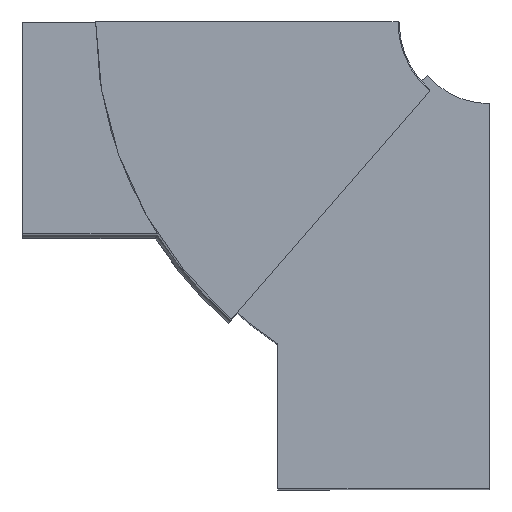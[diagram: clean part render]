
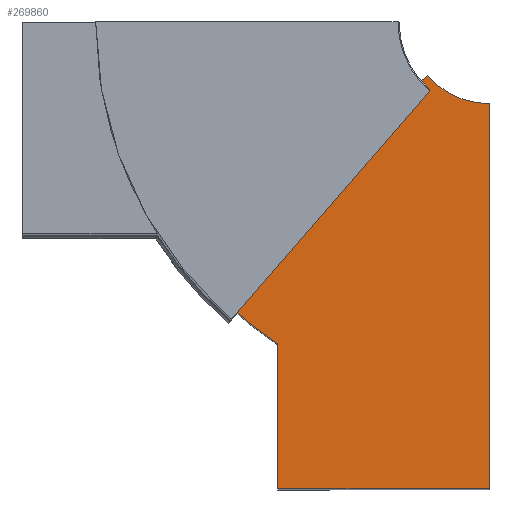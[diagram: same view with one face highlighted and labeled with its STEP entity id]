
A CAD part, top view. The second image highlights one B-rep face of the part: STEP entity #269860.
In plain terms, the highlighted planar face has unit normal (0, 0, 1).
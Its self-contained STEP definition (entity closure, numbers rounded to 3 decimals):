
#268660=CARTESIAN_POINT('',(58.118,282.415,
-37.561));
#268670=VERTEX_POINT('',#268660);
#268830=CARTESIAN_POINT('',(40.353,262.099,
-37.561));
#268840=VERTEX_POINT('',#268830);
#268870=CARTESIAN_POINT('',(-24.597,336.815,
-37.561));
#268880=DIRECTION('',(0.,0.,1.));
#268890=DIRECTION('',(-1.,0.,0.));
#268900=AXIS2_PLACEMENT_3D('',#268870,#268880,#268890);
#268910=CIRCLE('',#268900,99.);
#268920=EDGE_CURVE('',#268840,#268670,#268910,.T.);
#269390=CARTESIAN_POINT('',(78.403,337.215,
-37.561));
#269400=DIRECTION('',(0.,-0.,1.));
#269410=DIRECTION('',(0.,1.,0.));
#269420=AXIS2_PLACEMENT_3D('',#269390,#269400,#269410);
#269430=PLANE('',#269420);
#269440=ORIENTED_EDGE('',*,*,#268920,.T.);
#269450=CARTESIAN_POINT('',(268.192,0.,-37.561));
#269460=DIRECTION('',(-0.656,0.755,-0.));
#269470=VECTOR('',#269460,1.);
#269480=LINE('',#269450,#269470);
#269490=CARTESIAN_POINT('',(-10.819,320.966,
-37.561));
#269500=VERTEX_POINT('',#269490);
#269510=EDGE_CURVE('',#268840,#269500,#269480,.T.);
#269520=ORIENTED_EDGE('',*,*,#269510,.F.);
#269530=CARTESIAN_POINT('',(-24.597,336.815,
-37.561));
#269540=DIRECTION('',(0.,0.,-1.));
#269550=DIRECTION('',(0.,-1.,0.));
#269560=AXIS2_PLACEMENT_3D('',#269530,#269540,#269550);
#269570=CIRCLE('',#269560,21.);
#269580=CARTESIAN_POINT('',(-3.597,336.815,
-37.561));
#269590=VERTEX_POINT('',#269580);
#269600=EDGE_CURVE('',#269590,#269500,#269570,.T.);
#269610=ORIENTED_EDGE('',*,*,#269600,.T.);
#269620=CARTESIAN_POINT('',(0.,336.815,-37.561));
#269630=DIRECTION('',(1.,0.,-0.));
#269640=VECTOR('',#269630,1.);
#269650=LINE('',#269620,#269640);
#269660=CARTESIAN_POINT('',(95.403,336.815,
-37.561));
#269670=VERTEX_POINT('',#269660);
#269680=EDGE_CURVE('',#269590,#269670,#269650,.T.);
#269690=ORIENTED_EDGE('',*,*,#269680,.F.);
#269700=CARTESIAN_POINT('',(95.403,0.,-37.561));
#269710=DIRECTION('',(-0.,1.,0.));
#269720=VECTOR('',#269710,1.);
#269730=LINE('',#269700,#269720);
#269740=CARTESIAN_POINT('',(95.403,282.415,
-37.561));
#269750=VERTEX_POINT('',#269740);
#269760=EDGE_CURVE('',#269750,#269670,#269730,.T.);
#269770=ORIENTED_EDGE('',*,*,#269760,.T.);
#269780=CARTESIAN_POINT('',(0.,282.415,-37.561));
#269790=DIRECTION('',(1.,0.,0.));
#269800=VECTOR('',#269790,1.);
#269810=LINE('',#269780,#269800);
#269820=EDGE_CURVE('',#268670,#269750,#269810,.T.);
#269830=ORIENTED_EDGE('',*,*,#269820,.T.);
#269840=EDGE_LOOP('',(#269830,#269770,#269690,#269610,#269520,#269440));
#269850=FACE_OUTER_BOUND('',#269840,.T.);
#269860=ADVANCED_FACE('',(#269850),#269430,.T.);
